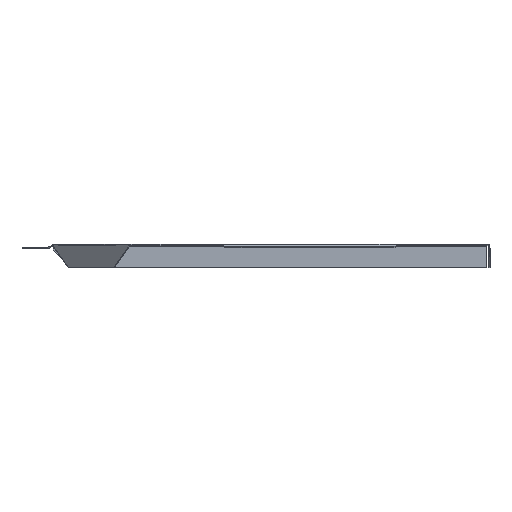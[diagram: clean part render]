
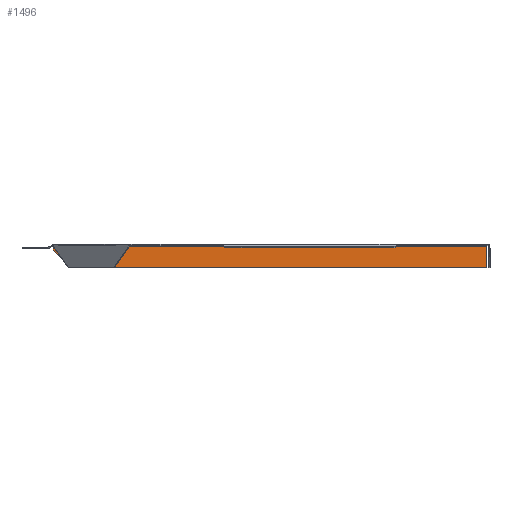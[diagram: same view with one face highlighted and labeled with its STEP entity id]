
A CAD part, top view. The second image highlights one B-rep face of the part: STEP entity #1496.
In plain terms, the highlighted planar face has unit normal (0, 0, 1).
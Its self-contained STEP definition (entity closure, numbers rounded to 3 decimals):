
#1 = CARTESIAN_POINT ( 'NONE',  ( 121.5, -0.7, -122.5 ) ) ;
#12 = CARTESIAN_POINT ( 'NONE',  ( -121.5, -3., -122.5 ) ) ;
#22 = EDGE_CURVE ( 'NONE', #1724, #375, #973, .T. ) ;
#42 = VECTOR ( 'NONE', #357, 1000. ) ;
#48 = DIRECTION ( 'NONE',  ( 0., 1., 0. ) ) ;
#115 = CARTESIAN_POINT ( 'NONE',  ( 0., -13., -122.5 ) ) ;
#131 = CARTESIAN_POINT ( 'NONE',  ( 121.5, -1.7, -122.5 ) ) ;
#195 = CARTESIAN_POINT ( 'NONE',  ( -121.5, -3., -122.5 ) ) ;
#214 = CARTESIAN_POINT ( 'NONE',  ( 0., 0., -122.5 ) ) ;
#219 = VERTEX_POINT ( 'NONE', #195 ) ;
#230 = AXIS2_PLACEMENT_3D ( 'NONE', #214, #683, #1784 ) ;
#303 = VERTEX_POINT ( 'NONE', #1209 ) ;
#357 = DIRECTION ( 'NONE',  ( 0., -1., 0. ) ) ;
#370 = DIRECTION ( 'NONE',  ( 0., 1., 0. ) ) ;
#375 = VERTEX_POINT ( 'NONE', #1 ) ;
#425 = ORIENTED_EDGE ( 'NONE', *, *, #526, .T. ) ;
#430 = FACE_OUTER_BOUND ( 'NONE', #763, .T. ) ;
#438 = LINE ( 'NONE', #115, #1583 ) ;
#440 = ORIENTED_EDGE ( 'NONE', *, *, #1810, .F. ) ;
#474 = ORIENTED_EDGE ( 'NONE', *, *, #505, .F. ) ;
#502 = LINE ( 'NONE', #888, #1283 ) ;
#504 = VECTOR ( 'NONE', #48, 1000. ) ;
#505 = EDGE_CURVE ( 'NONE', #830, #643, #551, .T. ) ;
#524 = CARTESIAN_POINT ( 'NONE',  ( 121.5, -1.7, -122.5 ) ) ;
#526 = EDGE_CURVE ( 'NONE', #830, #219, #1714, .T. ) ;
#546 = CARTESIAN_POINT ( 'NONE',  ( -121.5, -0.7, -122.5 ) ) ;
#551 = LINE ( 'NONE', #1924, #504 ) ;
#607 = VECTOR ( 'NONE', #370, 1000. ) ;
#624 = VECTOR ( 'NONE', #1422, 1000. ) ;
#643 = VERTEX_POINT ( 'NONE', #546 ) ;
#683 = DIRECTION ( 'NONE',  ( 0., 0., -1. ) ) ;
#763 = EDGE_LOOP ( 'NONE', ( #425, #1823, #977, #1468, #1423, #440, #474 ) ) ;
#830 = VERTEX_POINT ( 'NONE', #1479 ) ;
#888 = CARTESIAN_POINT ( 'NONE',  ( 121.5, 0., -122.5 ) ) ;
#926 = CARTESIAN_POINT ( 'NONE',  ( 0., -0.7, -122.5 ) ) ;
#965 = EDGE_CURVE ( 'NONE', #1314, #303, #438, .T. ) ;
#973 = LINE ( 'NONE', #524, #607 ) ;
#977 = ORIENTED_EDGE ( 'NONE', *, *, #965, .T. ) ;
#1043 = LINE ( 'NONE', #12, #624 ) ;
#1045 = DIRECTION ( 'NONE',  ( 0., 1., 0. ) ) ;
#1179 = VECTOR ( 'NONE', #2018, 1000. ) ;
#1209 = CARTESIAN_POINT ( 'NONE',  ( 121.5, -13., -122.5 ) ) ;
#1237 = EDGE_CURVE ( 'NONE', #303, #1724, #502, .T. ) ;
#1283 = VECTOR ( 'NONE', #1045, 1000. ) ;
#1314 = VERTEX_POINT ( 'NONE', #1365 ) ;
#1365 = CARTESIAN_POINT ( 'NONE',  ( -111.5, -13., -122.5 ) ) ;
#1422 = DIRECTION ( 'NONE',  ( 0.707, -0.707, 0. ) ) ;
#1423 = ORIENTED_EDGE ( 'NONE', *, *, #22, .T. ) ;
#1468 = ORIENTED_EDGE ( 'NONE', *, *, #1237, .T. ) ;
#1479 = CARTESIAN_POINT ( 'NONE',  ( -121.5, -1.7, -122.5 ) ) ;
#1496 = ADVANCED_FACE ( 'NONE', ( #430 ), #1625, .F. ) ;
#1521 = DIRECTION ( 'NONE',  ( 1., 0., 0. ) ) ;
#1551 = LINE ( 'NONE', #926, #1179 ) ;
#1583 = VECTOR ( 'NONE', #1521, 1000. ) ;
#1625 = PLANE ( 'NONE',  #230 ) ;
#1714 = LINE ( 'NONE', #1763, #42 ) ;
#1724 = VERTEX_POINT ( 'NONE', #131 ) ;
#1763 = CARTESIAN_POINT ( 'NONE',  ( -121.5, 0., -122.5 ) ) ;
#1784 = DIRECTION ( 'NONE',  ( 0., 1., 0. ) ) ;
#1810 = EDGE_CURVE ( 'NONE', #643, #375, #1551, .T. ) ;
#1823 = ORIENTED_EDGE ( 'NONE', *, *, #1937, .T. ) ;
#1924 = CARTESIAN_POINT ( 'NONE',  ( -121.5, 0., -122.5 ) ) ;
#1937 = EDGE_CURVE ( 'NONE', #219, #1314, #1043, .T. ) ;
#2018 = DIRECTION ( 'NONE',  ( 1., 0., 0. ) ) ;
